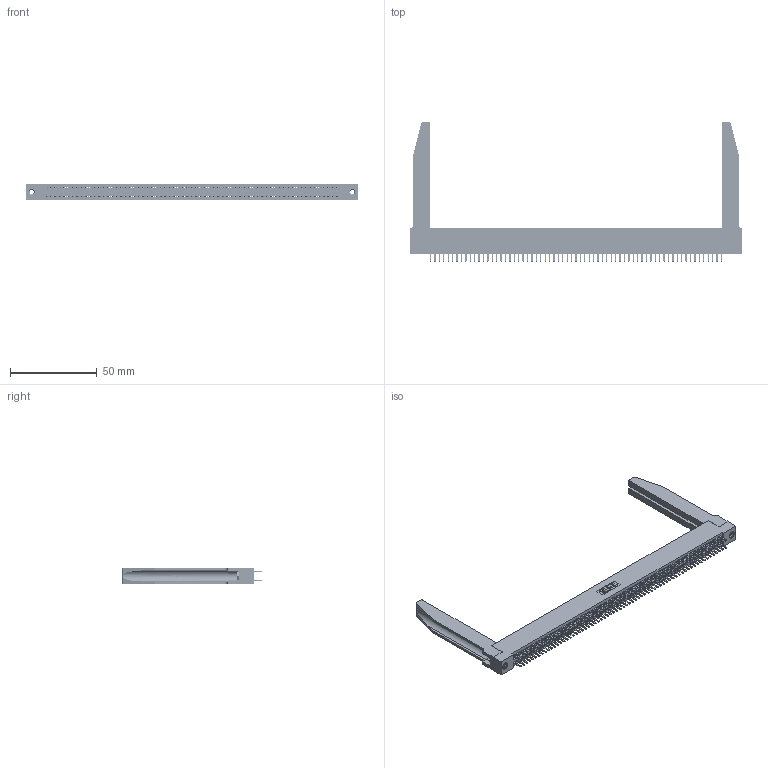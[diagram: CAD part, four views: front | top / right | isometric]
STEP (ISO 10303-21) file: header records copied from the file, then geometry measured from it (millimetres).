
FILE_DESCRIPTION (( 'STEP AP203' ), '1' );
FILE_NAME ('345-134-520-278.STEP', '2019-11-08T00:21:47', ( '' ), ( '' ), 'SwSTEP 2.0', 'SolidWorks 2016', '' );
FILE_SCHEMA (( 'CONFIG_CONTROL_DESIGN' ));
Length unit declared in the file: inch
Products named in the file (5): 345-250-001_345-250-001-102; 345-220-078_345-220-078; 345-134-520-278; 345 Part_Flush Mounting Lugs - 0.156 Dia-TH; 345-292-001_345-293-120
Assembly tree (139 placements, depth 2):
  345-134-520-278
    345 Part_Flush Mounting Lugs - 0.156 Dia-TH
    345-292-001_345-293-120  x134
    345-250-001_345-250-001-102  x2
    345-220-078_345-220-078  x2
Bounding box: 191.41 x 80.64 x 9.4 mm (x, y, z)
Volume: 26537.8 mm3; surface area: 34938.6 mm2
Topology: 139 solids, 139 shells, 7596 faces, 21987 edges, 14290 vertices
Faces by surface type: plane 4912, cylinder 2632, bspline 36, cone 12, torus 4
Entity records: 54058 total; most frequent: CARTESIAN_POINT 9967, ORIENTED_EDGE 8786, DIRECTION 7739, EDGE_CURVE 4393, LINE 3895, VECTOR 3895, VERTEX_POINT 2920, AXIS2_PLACEMENT_3D 1922
